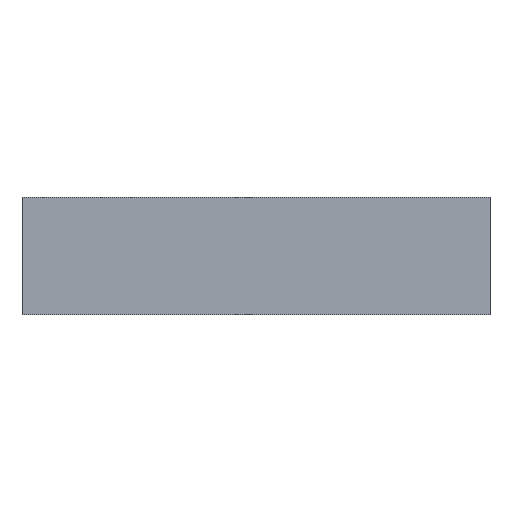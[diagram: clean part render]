
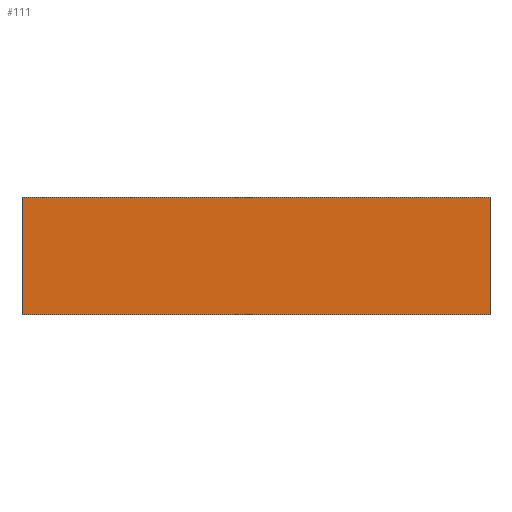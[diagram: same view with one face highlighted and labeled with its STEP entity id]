
A CAD part, front view. The second image highlights one B-rep face of the part: STEP entity #111.
In plain terms, the highlighted planar face has unit normal (0, -1, 0).
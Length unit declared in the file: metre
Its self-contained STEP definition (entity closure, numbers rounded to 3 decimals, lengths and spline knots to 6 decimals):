
#111 = ADVANCED_FACE( '', ( #133 ), #134, .T. );
#133 = FACE_OUTER_BOUND( '', #157, .T. );
#134 = PLANE( '', #158 );
#157 = EDGE_LOOP( '', ( #226, #227, #228, #229 ) );
#158 = AXIS2_PLACEMENT_3D( '', #230, #231, #232 );
#226 = ORIENTED_EDGE( '', *, *, #269, .F. );
#227 = ORIENTED_EDGE( '', *, *, #268, .F. );
#228 = ORIENTED_EDGE( '', *, *, #270, .T. );
#229 = ORIENTED_EDGE( '', *, *, #260, .T. );
#230 = CARTESIAN_POINT( '', ( 0.02, -0.005, 0.005 ) );
#231 = DIRECTION( '', ( 0., -1., 0. ) );
#232 = DIRECTION( '', ( 1., 0., 0. ) );
#260 = EDGE_CURVE( '', #294, #291, #295, .T. );
#268 = EDGE_CURVE( '', #306, #304, #308, .T. );
#269 = EDGE_CURVE( '', #304, #291, #309, .T. );
#270 = EDGE_CURVE( '', #306, #294, #310, .T. );
#291 = VERTEX_POINT( '', #343 );
#294 = VERTEX_POINT( '', #347 );
#295 = LINE( '', #348, #349 );
#304 = VERTEX_POINT( '', #363 );
#306 = VERTEX_POINT( '', #366 );
#308 = LINE( '', #369, #370 );
#309 = LINE( '', #371, #372 );
#310 = LINE( '', #373, #374 );
#343 = CARTESIAN_POINT( '', ( 0., -0.005, 0. ) );
#347 = CARTESIAN_POINT( '', ( 0., -0.005, 0.005 ) );
#348 = CARTESIAN_POINT( '', ( 0., -0.005, 0.005 ) );
#349 = VECTOR( '', #388, 1. );
#363 = CARTESIAN_POINT( '', ( 0.02, -0.005, 0. ) );
#366 = CARTESIAN_POINT( '', ( 0.02, -0.005, 0.005 ) );
#369 = CARTESIAN_POINT( '', ( 0.02, -0.005, 0.005 ) );
#370 = VECTOR( '', #396, 1. );
#371 = CARTESIAN_POINT( '', ( 0.02, -0.005, 0. ) );
#372 = VECTOR( '', #397, 1. );
#373 = CARTESIAN_POINT( '', ( 0.02, -0.005, 0.005 ) );
#374 = VECTOR( '', #398, 1. );
#388 = DIRECTION( '', ( 0., 0., -1. ) );
#396 = DIRECTION( '', ( 0., 0., -1. ) );
#397 = DIRECTION( '', ( -1., 0., 0. ) );
#398 = DIRECTION( '', ( -1., 0., 0. ) );
